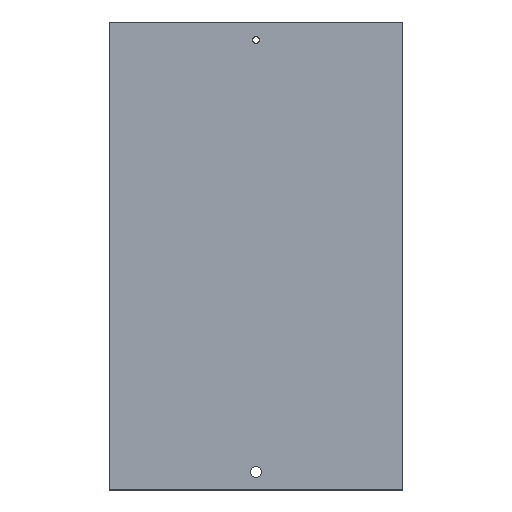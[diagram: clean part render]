
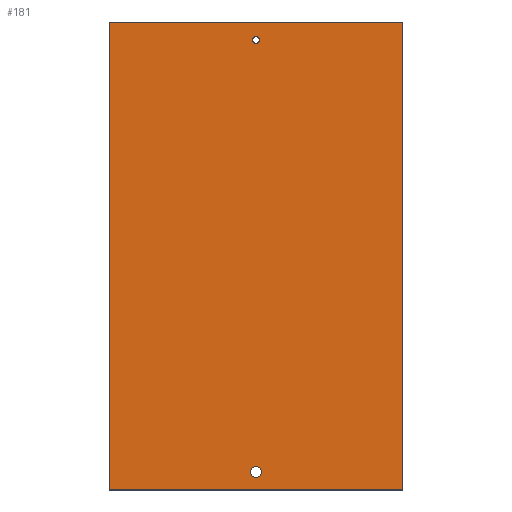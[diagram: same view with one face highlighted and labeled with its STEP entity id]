
A CAD part, top view. The second image highlights one B-rep face of the part: STEP entity #181.
In plain terms, the highlighted planar face has unit normal (0, 0, 1).
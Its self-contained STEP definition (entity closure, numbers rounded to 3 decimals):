
#25=FACE_BOUND('',#56,.T.);
#26=FACE_BOUND('',#57,.T.);
#29=CIRCLE('',#204,0.885);
#30=CIRCLE('',#207,1.5);
#42=FACE_OUTER_BOUND('',#55,.T.);
#55=EDGE_LOOP('',(#159,#160,#161,#162));
#56=EDGE_LOOP('',(#163));
#57=EDGE_LOOP('',(#164));
#58=LINE('',#272,#73);
#62=LINE('',#281,#77);
#66=LINE('',#288,#81);
#69=LINE('',#300,#84);
#73=VECTOR('',#220,10.);
#77=VECTOR('',#226,10.);
#81=VECTOR('',#232,10.);
#84=VECTOR('',#247,10.);
#88=VERTEX_POINT('',#270);
#89=VERTEX_POINT('',#271);
#92=VERTEX_POINT('',#279);
#93=VERTEX_POINT('',#280);
#98=VERTEX_POINT('',#296);
#99=VERTEX_POINT('',#303);
#102=EDGE_CURVE('',#88,#89,#58,.T.);
#106=EDGE_CURVE('',#92,#93,#62,.T.);
#110=EDGE_CURVE('',#93,#88,#66,.T.);
#115=EDGE_CURVE('',#98,#98,#29,.T.);
#116=EDGE_CURVE('',#89,#92,#69,.T.);
#118=EDGE_CURVE('',#99,#99,#30,.T.);
#159=ORIENTED_EDGE('',*,*,#116,.F.);
#160=ORIENTED_EDGE('',*,*,#102,.F.);
#161=ORIENTED_EDGE('',*,*,#110,.F.);
#162=ORIENTED_EDGE('',*,*,#106,.F.);
#163=ORIENTED_EDGE('',*,*,#115,.T.);
#164=ORIENTED_EDGE('',*,*,#118,.T.);
#171=PLANE('',#212);
#181=ADVANCED_FACE('',(#42,#25,#26),#171,.F.);
#204=AXIS2_PLACEMENT_3D('',#298,#243,#244);
#207=AXIS2_PLACEMENT_3D('',#304,#251,#252);
#212=AXIS2_PLACEMENT_3D('',#313,#263,#264);
#220=DIRECTION('',(0.,1.,0.));
#226=DIRECTION('',(0.,-1.,0.));
#232=DIRECTION('',(-1.,0.,0.));
#243=DIRECTION('center_axis',(0.,0.,-1.));
#244=DIRECTION('ref_axis',(-1.,0.,0.));
#247=DIRECTION('',(1.,0.,0.));
#251=DIRECTION('center_axis',(0.,0.,-1.));
#252=DIRECTION('ref_axis',(1.,0.,0.));
#263=DIRECTION('center_axis',(0.,0.,-1.));
#264=DIRECTION('ref_axis',(1.,0.,0.));
#270=CARTESIAN_POINT('',(-9.9,-99.9,-14.));
#271=CARTESIAN_POINT('',(-9.9,27.4,-14.));
#272=CARTESIAN_POINT('',(-9.9,-9.375,-14.));
#279=CARTESIAN_POINT('',(69.9,27.4,-14.));
#280=CARTESIAN_POINT('',(69.9,-99.9,-14.));
#281=CARTESIAN_POINT('',(69.9,-63.125,-14.));
#288=CARTESIAN_POINT('',(30.05,-99.9,-14.));
#296=CARTESIAN_POINT('',(30.885,22.5,-14.));
#298=CARTESIAN_POINT('Origin',(30.,22.5,-14.));
#300=CARTESIAN_POINT('',(26.,27.4,-14.));
#303=CARTESIAN_POINT('',(28.5,-95.,-14.));
#304=CARTESIAN_POINT('Origin',(30.,-95.,-14.));
#313=CARTESIAN_POINT('Origin',(30.,-36.25,-14.));
